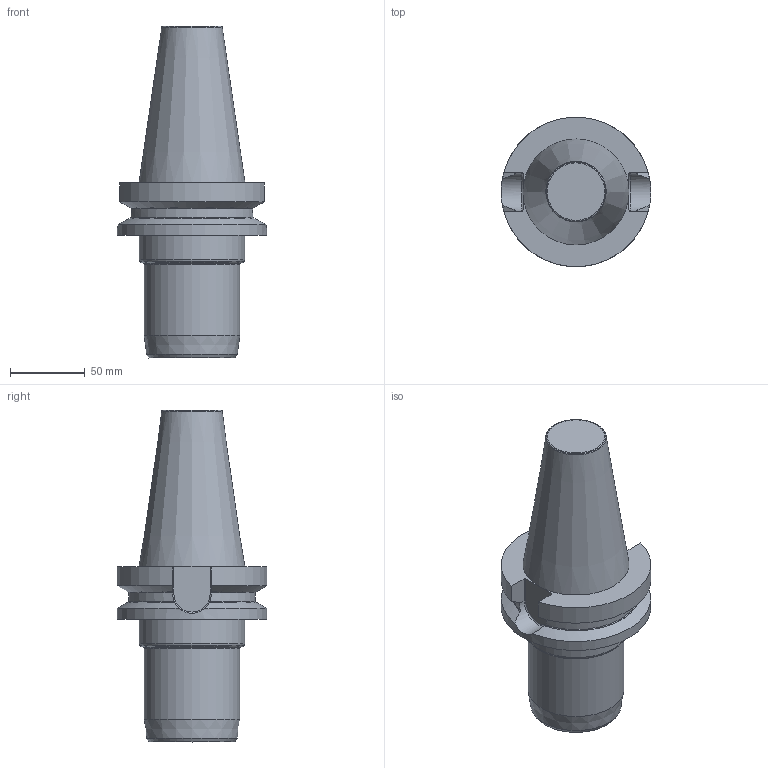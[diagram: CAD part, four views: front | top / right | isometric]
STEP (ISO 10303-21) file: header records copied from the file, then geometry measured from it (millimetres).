
FILE_DESCRIPTION(/* description */ (''),/* implementation_level */ '2;1');
FILE_NAME(/* name */ 'BT50ADB-HC32-120_Basic.stp',/* time_stamp */ '2022-04-07T16:25:52+06:00',/* author */ (''),/* organization */ (''),/* preprocessor_version */ 'ST-DEVELOPER v16.7',/* originating_system */ 'SIEMENS PLM Software NX 12.0',/* authorisation */ '');
FILE_SCHEMA (('AUTOMOTIVE_DESIGN { 1 0 10303 214 3 1 1 1 }'));
Length unit declared in the file: millimetre
Products named in the file (1): inpu70180D68ygos
Bounding box: 100 x 100 x 221.8 mm (x, y, z)
Volume: 717661.8 mm3; surface area: 67020.5 mm2
Topology: 1 solids, 1 shells, 45 faces, 113 edges, 76 vertices
Faces by surface type: cylinder 14, torus 12, plane 11, cone 8
Full cylindrical faces by diameter (mm): 32 x1, 64 x1, 70.25 x1, 100 x1
Entity records: 1415 total; most frequent: CARTESIAN_POINT 378, DIRECTION 210, ORIENTED_EDGE 182, AXIS2_PLACEMENT_3D 92, EDGE_CURVE 91, VERTEX_POINT 65, EDGE_LOOP 62, ADVANCED_FACE 45
